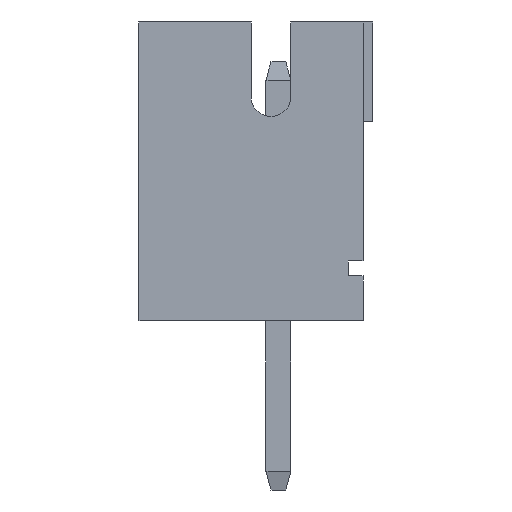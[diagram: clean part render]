
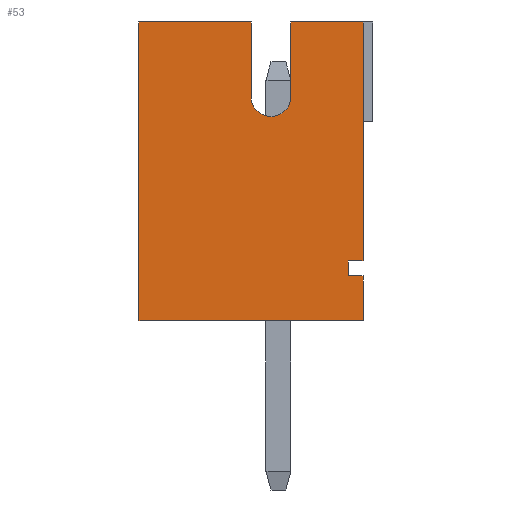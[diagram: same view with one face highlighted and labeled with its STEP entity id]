
A CAD part, left-side view. The second image highlights one B-rep face of the part: STEP entity #53.
In plain terms, the highlighted planar face has unit normal (-1, 0, 0).
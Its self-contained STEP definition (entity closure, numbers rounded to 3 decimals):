
#53=ADVANCED_FACE('',(#2375),#2377,.T.);
#2375=FACE_BOUND('',#2376,.T.);
#2376=EDGE_LOOP('',(#4223,#4224,#4225,#4226,#4227,#4228,#4229,#4230,#4231,#4232,
#4233,#4234));
#2377=PLANE('',#2378);
#2378=AXIS2_PLACEMENT_3D('',#2379,#2380,#2381);
#2379=CARTESIAN_POINT('',(-1.95,0.,0.));
#2380=DIRECTION('',(-1.,0.,0.));
#2381=DIRECTION('',(0.,0.,1.));
#4223=ORIENTED_EDGE('',*,*,#5495,.T.);
#4224=ORIENTED_EDGE('',*,*,#5496,.T.);
#4225=ORIENTED_EDGE('',*,*,#5497,.T.);
#4226=ORIENTED_EDGE('',*,*,#5498,.T.);
#4227=ORIENTED_EDGE('',*,*,#5499,.T.);
#4228=ORIENTED_EDGE('',*,*,#5500,.T.);
#4229=ORIENTED_EDGE('',*,*,#5501,.T.);
#4230=ORIENTED_EDGE('',*,*,#5502,.T.);
#4231=ORIENTED_EDGE('',*,*,#5503,.T.);
#4232=ORIENTED_EDGE('',*,*,#5504,.T.);
#4233=ORIENTED_EDGE('',*,*,#5505,.T.);
#4234=ORIENTED_EDGE('',*,*,#5506,.T.);
#5495=EDGE_CURVE('',#6131,#6132,#6133,.F.);
#5496=EDGE_CURVE('',#6132,#6134,#6135,.T.);
#5497=EDGE_CURVE('',#6134,#6136,#6137,.T.);
#5498=EDGE_CURVE('',#6136,#6138,#6139,.F.);
#5499=EDGE_CURVE('',#6138,#6140,#6141,.F.);
#5500=EDGE_CURVE('',#6140,#6142,#6143,.F.);
#5501=EDGE_CURVE('',#6142,#6144,#6145,.T.);
#5502=EDGE_CURVE('',#6144,#6146,#6147,.T.);
#5503=EDGE_CURVE('',#6146,#6148,#6149,.T.);
#5504=EDGE_CURVE('',#6148,#6150,#6151,.T.);
#5505=EDGE_CURVE('',#6150,#6152,#6153,.F.);
#5506=EDGE_CURVE('',#6152,#6131,#6154,.F.);
#6131=VERTEX_POINT('',#7164);
#6132=VERTEX_POINT('',#7165);
#6133=LINE('',#7166,#7167);
#6134=VERTEX_POINT('',#7169);
#6135=LINE('',#7170,#7171);
#6136=VERTEX_POINT('',#7173);
#6137=LINE('',#7174,#7175);
#6138=VERTEX_POINT('',#7177);
#6139=LINE('',#7178,#7179);
#6140=VERTEX_POINT('',#7181);
#6141=CIRCLE('',#7182,0.4);
#6142=VERTEX_POINT('',#7186);
#6143=LINE('',#7187,#7188);
#6144=VERTEX_POINT('',#7190);
#6145=LINE('',#7191,#7192);
#6146=VERTEX_POINT('',#7194);
#6147=LINE('',#7195,#7196);
#6148=VERTEX_POINT('',#7198);
#6149=LINE('',#7199,#7200);
#6150=VERTEX_POINT('',#7202);
#6151=LINE('',#7203,#7204);
#6152=VERTEX_POINT('',#7206);
#6153=LINE('',#7207,#7208);
#6154=LINE('',#7210,#7211);
#7164=CARTESIAN_POINT('',(-1.95,-1.4,1.2));
#7165=CARTESIAN_POINT('',(-1.95,-1.7,1.2));
#7166=CARTESIAN_POINT('',(-1.95,-1.7,1.2));
#7167=VECTOR('',#7168,1.);
#7168=DIRECTION('',(0.,1.,0.));
#7169=CARTESIAN_POINT('',(-1.95,-1.7,6.));
#7170=CARTESIAN_POINT('',(-1.95,-1.7,1.2));
#7171=VECTOR('',#7172,1.);
#7172=DIRECTION('',(0.,0.,1.));
#7173=CARTESIAN_POINT('',(-1.95,-0.25,6.));
#7174=CARTESIAN_POINT('',(-1.95,-1.7,6.));
#7175=VECTOR('',#7176,1.);
#7176=DIRECTION('',(0.,1.,0.));
#7177=CARTESIAN_POINT('',(-1.95,-0.25,4.5));
#7178=CARTESIAN_POINT('',(-1.95,-0.25,4.5));
#7179=VECTOR('',#7180,1.);
#7180=DIRECTION('',(0.,0.,1.));
#7181=CARTESIAN_POINT('',(-1.95,0.55,4.5));
#7182=AXIS2_PLACEMENT_3D('',#7183,#7184,#7185);
#7183=CARTESIAN_POINT('',(-1.95,0.15,4.5));
#7184=DIRECTION('',(-1.,0.,0.));
#7185=DIRECTION('',(0.,1.,0.));
#7186=CARTESIAN_POINT('',(-1.95,0.55,6.));
#7187=CARTESIAN_POINT('',(-1.95,0.55,6.));
#7188=VECTOR('',#7189,1.);
#7189=DIRECTION('',(0.,0.,-1.));
#7190=CARTESIAN_POINT('',(-1.95,2.8,6.));
#7191=CARTESIAN_POINT('',(-1.95,0.55,6.));
#7192=VECTOR('',#7193,1.);
#7193=DIRECTION('',(0.,1.,0.));
#7194=CARTESIAN_POINT('',(-1.95,2.8,0.));
#7195=CARTESIAN_POINT('',(-1.95,2.8,6.));
#7196=VECTOR('',#7197,1.);
#7197=DIRECTION('',(0.,0.,-1.));
#7198=CARTESIAN_POINT('',(-1.95,-1.7,0.));
#7199=CARTESIAN_POINT('',(-1.95,2.8,0.));
#7200=VECTOR('',#7201,1.);
#7201=DIRECTION('',(0.,-1.,0.));
#7202=CARTESIAN_POINT('',(-1.95,-1.7,0.9));
#7203=CARTESIAN_POINT('',(-1.95,-1.7,0.));
#7204=VECTOR('',#7205,1.);
#7205=DIRECTION('',(0.,0.,1.));
#7206=CARTESIAN_POINT('',(-1.95,-1.4,0.9));
#7207=CARTESIAN_POINT('',(-1.95,-1.4,0.9));
#7208=VECTOR('',#7209,1.);
#7209=DIRECTION('',(0.,-1.,0.));
#7210=CARTESIAN_POINT('',(-1.95,-1.4,1.2));
#7211=VECTOR('',#7212,1.);
#7212=DIRECTION('',(0.,0.,-1.));
